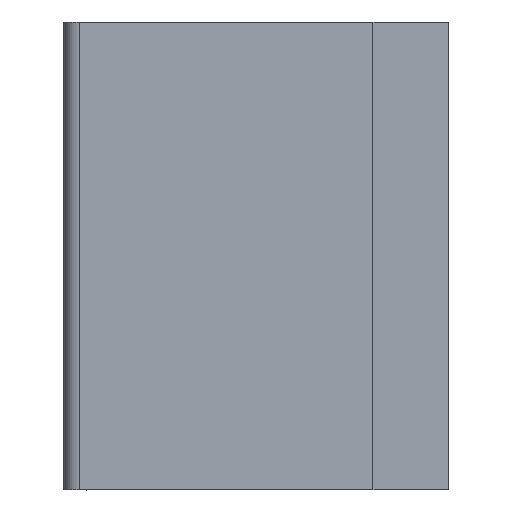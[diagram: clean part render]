
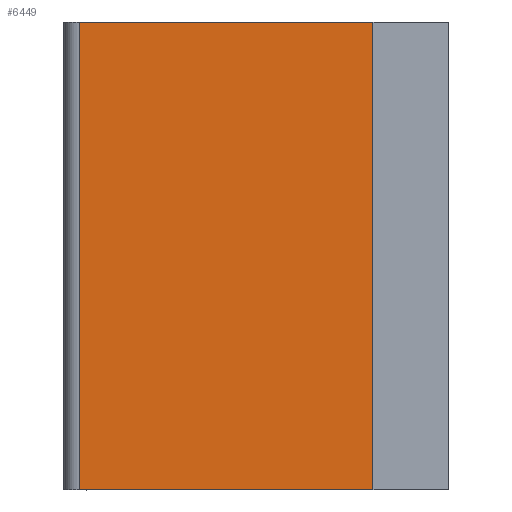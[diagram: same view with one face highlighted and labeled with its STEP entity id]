
A CAD part, left-side view. The second image highlights one B-rep face of the part: STEP entity #6449.
In plain terms, the highlighted planar face has unit normal (-1, 0, 0).
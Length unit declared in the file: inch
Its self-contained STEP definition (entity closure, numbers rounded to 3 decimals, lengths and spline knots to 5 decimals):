
#661 = DIRECTION ( 'NONE',  ( 0., 1., 0. ) ) ;
#677 = EDGE_CURVE ( 'NONE', #4003, #7969, #5839, .T. ) ;
#911 = VECTOR ( 'NONE', #661, 39.37008 ) ;
#1099 = EDGE_CURVE ( 'NONE', #4003, #1108, #5935, .T. ) ;
#1108 = VERTEX_POINT ( 'NONE', #5959 ) ;
#1237 = VECTOR ( 'NONE', #11203, 39.37008 ) ;
#1336 = VECTOR ( 'NONE', #9849, 39.37008 ) ;
#1642 = ORIENTED_EDGE ( 'NONE', *, *, #4065, .T. ) ;
#1935 = CARTESIAN_POINT ( 'NONE',  ( -0.875, -0.594, -0.875 ) ) ;
#2100 = CARTESIAN_POINT ( 'NONE',  ( -0.875, 0.502, -0.875 ) ) ;
#2478 = VECTOR ( 'NONE', #8232, 39.37008 ) ;
#2533 = LINE ( 'NONE', #6751, #911 ) ;
#3370 = CARTESIAN_POINT ( 'NONE',  ( -0.875, 0., -0.875 ) ) ;
#3866 = ORIENTED_EDGE ( 'NONE', *, *, #677, .T. ) ;
#4003 = VERTEX_POINT ( 'NONE', #1935 ) ;
#4065 = EDGE_CURVE ( 'NONE', #8349, #1108, #4265, .T. ) ;
#4265 = LINE ( 'NONE', #2100, #1336 ) ;
#5457 = AXIS2_PLACEMENT_3D ( 'NONE', #3370, #6762, #7791 ) ;
#5466 = ORIENTED_EDGE ( 'NONE', *, *, #1099, .F. ) ;
#5839 = LINE ( 'NONE', #7345, #2478 ) ;
#5935 = LINE ( 'NONE', #9470, #1237 ) ;
#5959 = CARTESIAN_POINT ( 'NONE',  ( -0.875, 0.502, -0.875 ) ) ;
#6449 = ADVANCED_FACE ( 'NONE', ( #6482 ), #10276, .F. ) ;
#6482 = FACE_OUTER_BOUND ( 'NONE', #8311, .T. ) ;
#6751 = CARTESIAN_POINT ( 'NONE',  ( -0.875, 0., 0.875 ) ) ;
#6762 = DIRECTION ( 'NONE',  ( 1., 0., 0. ) ) ;
#6918 = EDGE_CURVE ( 'NONE', #7969, #8349, #2533, .T. ) ;
#7345 = CARTESIAN_POINT ( 'NONE',  ( -0.875, -0.594, -1.35586 ) ) ;
#7609 = CARTESIAN_POINT ( 'NONE',  ( -0.875, 0.502, 0.875 ) ) ;
#7791 = DIRECTION ( 'NONE',  ( 0., 0., -1. ) ) ;
#7912 = CARTESIAN_POINT ( 'NONE',  ( -0.875, -0.594, 0.875 ) ) ;
#7969 = VERTEX_POINT ( 'NONE', #7912 ) ;
#8232 = DIRECTION ( 'NONE',  ( 0., 0., 1. ) ) ;
#8311 = EDGE_LOOP ( 'NONE', ( #9586, #1642, #5466, #3866 ) ) ;
#8349 = VERTEX_POINT ( 'NONE', #7609 ) ;
#9470 = CARTESIAN_POINT ( 'NONE',  ( -0.875, 0., -0.875 ) ) ;
#9586 = ORIENTED_EDGE ( 'NONE', *, *, #6918, .T. ) ;
#9849 = DIRECTION ( 'NONE',  ( 0., 0., -1. ) ) ;
#10276 = PLANE ( 'NONE',  #5457 ) ;
#11203 = DIRECTION ( 'NONE',  ( 0., 1., 0. ) ) ;
